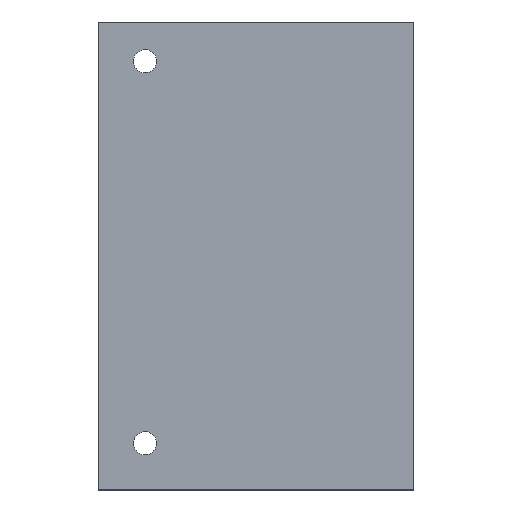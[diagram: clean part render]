
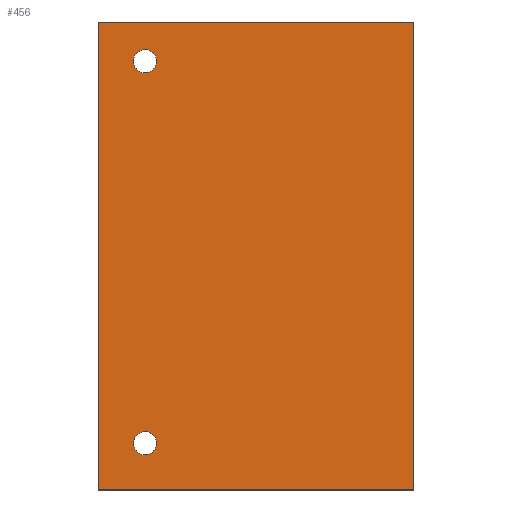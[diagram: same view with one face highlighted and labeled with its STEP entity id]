
A CAD part, top view. The second image highlights one B-rep face of the part: STEP entity #456.
In plain terms, the highlighted planar face has unit normal (0, 0, 1).
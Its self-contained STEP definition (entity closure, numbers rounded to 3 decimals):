
#5 = VERTEX_POINT ( 'NONE', #411 ) ;
#14 = CARTESIAN_POINT ( 'NONE',  ( 86., -74., 4.5 ) ) ;
#19 = EDGE_CURVE ( 'NONE', #73, #651, #565, .T. ) ;
#22 = VERTEX_POINT ( 'NONE', #312 ) ;
#25 = EDGE_CURVE ( 'NONE', #476, #95, #433, .T. ) ;
#27 = VECTOR ( 'NONE', #243, 1000. ) ;
#35 = CARTESIAN_POINT ( 'NONE',  ( 81., -120., 4.5 ) ) ;
#73 = VERTEX_POINT ( 'NONE', #252 ) ;
#74 = PLANE ( 'NONE',  #150 ) ;
#77 = CARTESIAN_POINT ( 'NONE',  ( 84.75, -74., 4.5 ) ) ;
#82 = FACE_OUTER_BOUND ( 'NONE', #490, .T. ) ;
#85 = DIRECTION ( 'NONE',  ( -1., 0., 0. ) ) ;
#87 = CARTESIAN_POINT ( 'NONE',  ( 86., -115., 4.5 ) ) ;
#95 = VERTEX_POINT ( 'NONE', #77 ) ;
#97 = CARTESIAN_POINT ( 'NONE',  ( 84.75, -115., 4.5 ) ) ;
#103 = ORIENTED_EDGE ( 'NONE', *, *, #419, .T. ) ;
#105 = VECTOR ( 'NONE', #85, 1000. ) ;
#106 = AXIS2_PLACEMENT_3D ( 'NONE', #147, #368, #516 ) ;
#120 = ORIENTED_EDGE ( 'NONE', *, *, #373, .T. ) ;
#132 = CARTESIAN_POINT ( 'NONE',  ( 86., -115., 4.5 ) ) ;
#138 = FACE_BOUND ( 'NONE', #471, .T. ) ;
#139 = CARTESIAN_POINT ( 'NONE',  ( 81., -69.793, 4.5 ) ) ;
#147 = CARTESIAN_POINT ( 'NONE',  ( 86., -74., 4.5 ) ) ;
#150 = AXIS2_PLACEMENT_3D ( 'NONE', #417, #254, #508 ) ;
#167 = VERTEX_POINT ( 'NONE', #97 ) ;
#175 = DIRECTION ( 'NONE',  ( 0., 0., -1. ) ) ;
#182 = AXIS2_PLACEMENT_3D ( 'NONE', #87, #555, #247 ) ;
#208 = AXIS2_PLACEMENT_3D ( 'NONE', #14, #175, #342 ) ;
#209 = CARTESIAN_POINT ( 'NONE',  ( 114.814, -120., 4.5 ) ) ;
#236 = ORIENTED_EDGE ( 'NONE', *, *, #523, .T. ) ;
#241 = LINE ( 'NONE', #444, #486 ) ;
#243 = DIRECTION ( 'NONE',  ( 1., 0., 0. ) ) ;
#247 = DIRECTION ( 'NONE',  ( -1., 0., 0. ) ) ;
#248 = VECTOR ( 'NONE', #472, 1000. ) ;
#252 = CARTESIAN_POINT ( 'NONE',  ( 114.814, -69.793, 4.5 ) ) ;
#254 = DIRECTION ( 'NONE',  ( 0., 0., -1. ) ) ;
#257 = DIRECTION ( 'NONE',  ( -1., 0., 0. ) ) ;
#274 = EDGE_CURVE ( 'NONE', #427, #22, #293, .T. ) ;
#281 = CARTESIAN_POINT ( 'NONE',  ( 81., -120., 4.5 ) ) ;
#293 = LINE ( 'NONE', #281, #27 ) ;
#295 = CIRCLE ( 'NONE', #182, 1.25 ) ;
#299 = ORIENTED_EDGE ( 'NONE', *, *, #395, .T. ) ;
#306 = FACE_BOUND ( 'NONE', #530, .T. ) ;
#312 = CARTESIAN_POINT ( 'NONE',  ( 114.814, -120., 4.5 ) ) ;
#340 = CIRCLE ( 'NONE', #424, 1.25 ) ;
#342 = DIRECTION ( 'NONE',  ( -1., 0., 0. ) ) ;
#344 = ORIENTED_EDGE ( 'NONE', *, *, #19, .T. ) ;
#368 = DIRECTION ( 'NONE',  ( 0., 0., -1. ) ) ;
#373 = EDGE_CURVE ( 'NONE', #95, #476, #683, .T. ) ;
#395 = EDGE_CURVE ( 'NONE', #651, #427, #241, .T. ) ;
#411 = CARTESIAN_POINT ( 'NONE',  ( 87.25, -115., 4.5 ) ) ;
#417 = CARTESIAN_POINT ( 'NONE',  ( 0., 0., 4.5 ) ) ;
#419 = EDGE_CURVE ( 'NONE', #5, #167, #340, .T. ) ;
#424 = AXIS2_PLACEMENT_3D ( 'NONE', #132, #461, #257 ) ;
#427 = VERTEX_POINT ( 'NONE', #35 ) ;
#429 = EDGE_CURVE ( 'NONE', #167, #5, #295, .T. ) ;
#433 = CIRCLE ( 'NONE', #106, 1.25 ) ;
#436 = DIRECTION ( 'NONE',  ( 0., -1., 0. ) ) ;
#444 = CARTESIAN_POINT ( 'NONE',  ( 81., -120., 4.5 ) ) ;
#456 = ADVANCED_FACE ( 'NONE', ( #138, #306, #82 ), #74, .F. ) ;
#461 = DIRECTION ( 'NONE',  ( 0., 0., -1. ) ) ;
#471 = EDGE_LOOP ( 'NONE', ( #120, #491 ) ) ;
#472 = DIRECTION ( 'NONE',  ( 0., 1., 0. ) ) ;
#476 = VERTEX_POINT ( 'NONE', #563 ) ;
#486 = VECTOR ( 'NONE', #436, 1000. ) ;
#490 = EDGE_LOOP ( 'NONE', ( #299, #524, #236, #344 ) ) ;
#491 = ORIENTED_EDGE ( 'NONE', *, *, #25, .T. ) ;
#508 = DIRECTION ( 'NONE',  ( -1., 0., 0. ) ) ;
#516 = DIRECTION ( 'NONE',  ( -1., 0., 0. ) ) ;
#523 = EDGE_CURVE ( 'NONE', #22, #73, #682, .T. ) ;
#524 = ORIENTED_EDGE ( 'NONE', *, *, #274, .T. ) ;
#526 = ORIENTED_EDGE ( 'NONE', *, *, #429, .T. ) ;
#530 = EDGE_LOOP ( 'NONE', ( #526, #103 ) ) ;
#555 = DIRECTION ( 'NONE',  ( 0., 0., -1. ) ) ;
#563 = CARTESIAN_POINT ( 'NONE',  ( 87.25, -74., 4.5 ) ) ;
#565 = LINE ( 'NONE', #139, #105 ) ;
#577 = CARTESIAN_POINT ( 'NONE',  ( 81., -69.793, 4.5 ) ) ;
#651 = VERTEX_POINT ( 'NONE', #577 ) ;
#682 = LINE ( 'NONE', #209, #248 ) ;
#683 = CIRCLE ( 'NONE', #208, 1.25 ) ;
